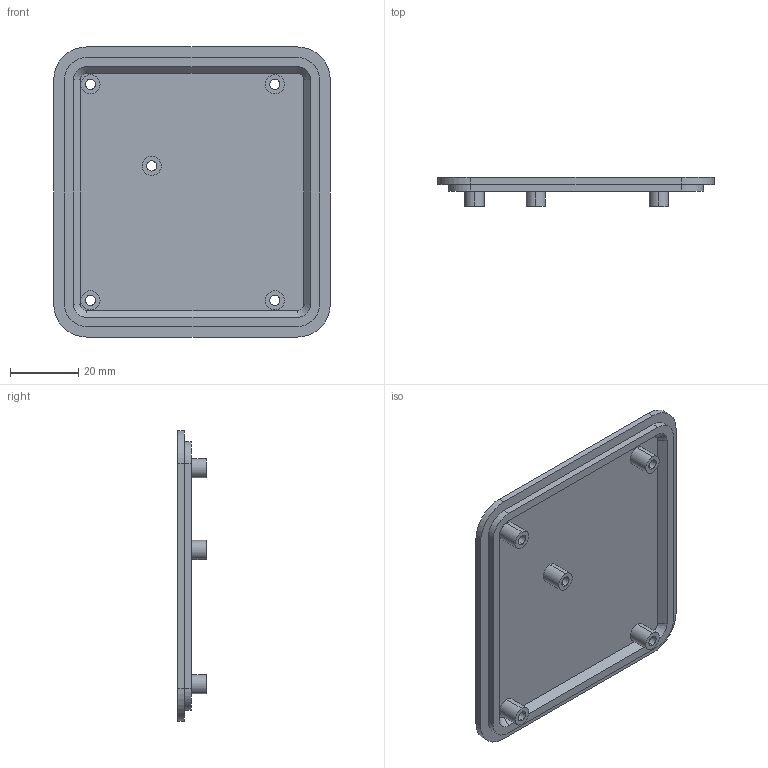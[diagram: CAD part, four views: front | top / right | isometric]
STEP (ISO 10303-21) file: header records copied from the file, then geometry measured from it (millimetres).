
FILE_DESCRIPTION (( 'STEP AP214' ), '1' );
FILE_NAME ('HRDAQ_BOX_TOP.STEP', '2024-06-20T22:11:43', ( '' ), ( '' ), 'SwSTEP 2.0', 'SolidWorks 2023', '' );
FILE_SCHEMA (( 'AUTOMOTIVE_DESIGN' ));
Length unit declared in the file: millimetre
Products named in the file (1): HRDAQ_BOX_TOP
Bounding box: 81.28 x 8.45 x 85.28 mm (x, y, z)
Volume: 15971.9 mm3; surface area: 16424.6 mm2
Topology: 1 solids, 1 shells, 197 faces, 501 edges, 334 vertices
Faces by surface type: plane 112, bspline 43, cylinder 38, cone 4
Entity records: 8668 total; most frequent: CARTESIAN_POINT 4060, ORIENTED_EDGE 1002, DIRECTION 809, EDGE_CURVE 501, VERTEX_POINT 334, LINE 331, VECTOR 331, AXIS2_PLACEMENT_3D 239
